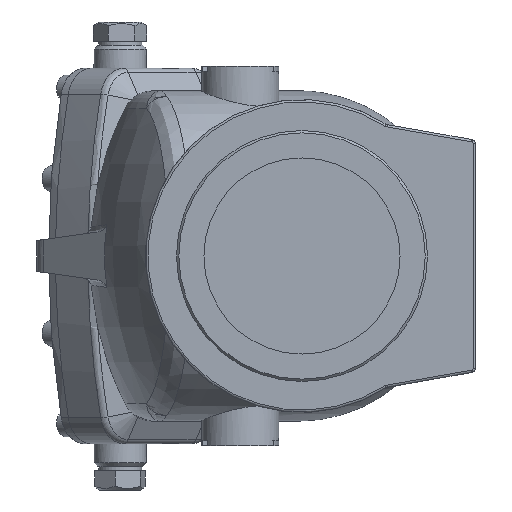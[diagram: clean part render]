
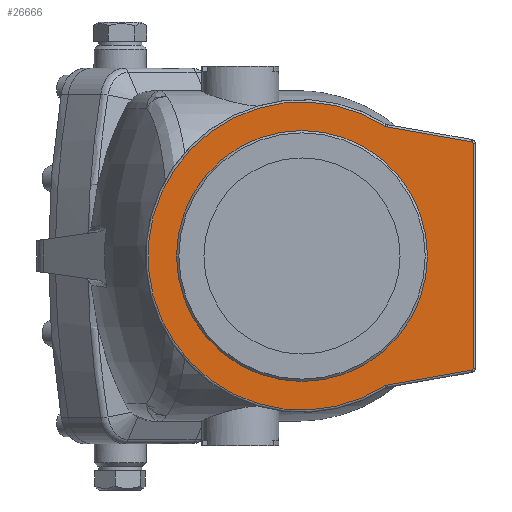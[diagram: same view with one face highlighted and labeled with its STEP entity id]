
A CAD part, left-side view. The second image highlights one B-rep face of the part: STEP entity #26666.
In plain terms, the highlighted planar face has unit normal (-1, 0, 0).
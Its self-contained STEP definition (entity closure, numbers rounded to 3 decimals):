
#1573 = AXIS2_PLACEMENT_3D ( 'NONE', #9698, #9699, #9700 ) ;
#1619 = AXIS2_PLACEMENT_3D ( 'NONE', #11666, #11667, #11668 ) ;
#1627 = AXIS2_PLACEMENT_3D ( 'NONE', #11718, #11719, #11720 ) ;
#1635 = AXIS2_PLACEMENT_3D ( 'NONE', #11852, #11853, #11854 ) ;
#3466 = EDGE_CURVE ( 'NONE', #11395, #11390, #25978, .T. ) ;
#3471 = EDGE_CURVE ( 'NONE', #19478, #19478, #25979, .T. ) ;
#3498 = EDGE_CURVE ( 'NONE', #11386, #11391, #25999, .T. ) ;
#4024 = CARTESIAN_POINT ( 'NONE',  ( -474., -454.847, -147.774 ) ) ;
#4028 = CARTESIAN_POINT ( 'NONE',  ( -474., -454.847, 147.774 ) ) ;
#4029 = CARTESIAN_POINT ( 'NONE',  ( -474., -345.1, 167.126 ) ) ;
#4030 = CARTESIAN_POINT ( 'NONE',  ( -474., -345.1, -167.126 ) ) ;
#4031 = CARTESIAN_POINT ( 'NONE',  ( -474., -342.191, -168.257 ) ) ;
#4034 = CARTESIAN_POINT ( 'NONE',  ( -474., -342.191, 168.257 ) ) ;
#4036 = CARTESIAN_POINT ( 'NONE',  ( -474., -456.5, -145.805 ) ) ;
#4039 = CARTESIAN_POINT ( 'NONE',  ( -474., -456.5, 145.805 ) ) ;
#6308 = AXIS2_PLACEMENT_3D ( 'NONE', #12784, #12785, #12786 ) ;
#6315 = AXIS2_PLACEMENT_3D ( 'NONE', #12859, #12860, #12861 ) ;
#9698 = CARTESIAN_POINT ( 'NONE',  ( -474., -346.489, -175.004 ) ) ;
#9699 = DIRECTION ( 'NONE',  ( -1., 0., 0. ) ) ;
#9700 = DIRECTION ( 'NONE',  ( 0., 1., 0. ) ) ;
#10810 = CARTESIAN_POINT ( 'NONE',  ( -474., -109.3, 208.703 ) ) ;
#10818 = DIRECTION ( 'NONE',  ( 0., -0.985, -0.174 ) ) ;
#11386 = VERTEX_POINT ( 'NONE', #4024 ) ;
#11389 = VERTEX_POINT ( 'NONE', #4028 ) ;
#11390 = VERTEX_POINT ( 'NONE', #4029 ) ;
#11391 = VERTEX_POINT ( 'NONE', #4030 ) ;
#11392 = VERTEX_POINT ( 'NONE', #4031 ) ;
#11395 = VERTEX_POINT ( 'NONE', #4034 ) ;
#11397 = VERTEX_POINT ( 'NONE', #4036 ) ;
#11400 = VERTEX_POINT ( 'NONE', #4039 ) ;
#11666 = CARTESIAN_POINT ( 'NONE',  ( -474., -235., 0. ) ) ;
#11667 = DIRECTION ( 'NONE',  ( 1., 0., 0. ) ) ;
#11668 = DIRECTION ( 'NONE',  ( 0., 1., 0. ) ) ;
#11718 = CARTESIAN_POINT ( 'NONE',  ( -474., -454.5, 145.805 ) ) ;
#11719 = DIRECTION ( 'NONE',  ( 1., 0., 0. ) ) ;
#11720 = DIRECTION ( 'NONE',  ( 0., 1., 0. ) ) ;
#11780 = CARTESIAN_POINT ( 'NONE',  ( -474., -456.5, 0. ) ) ;
#11785 = DIRECTION ( 'NONE',  ( 0., 0., -1. ) ) ;
#11852 = CARTESIAN_POINT ( 'NONE',  ( -474., -454.5, -145.805 ) ) ;
#11853 = DIRECTION ( 'NONE',  ( 1., 0., 0. ) ) ;
#11854 = DIRECTION ( 'NONE',  ( 0., 1., 0. ) ) ;
#12784 = CARTESIAN_POINT ( 'NONE',  ( -474., -346.489, 175.004 ) ) ;
#12785 = DIRECTION ( 'NONE',  ( -1., 0., 0. ) ) ;
#12786 = DIRECTION ( 'NONE',  ( 0., 1., 0. ) ) ;
#12859 = CARTESIAN_POINT ( 'NONE',  ( -474., -235., 0. ) ) ;
#12860 = DIRECTION ( 'NONE',  ( 1., 0., 0. ) ) ;
#12861 = DIRECTION ( 'NONE',  ( 0., 1., 0. ) ) ;
#12981 = DIRECTION ( 'NONE',  ( 0., 0.985, -0.174 ) ) ;
#12986 = CARTESIAN_POINT ( 'NONE',  ( -474., -109.3, -208.703 ) ) ;
#13332 = AXIS2_PLACEMENT_3D ( 'NONE', #17983, #17988, #17989 ) ;
#17983 = CARTESIAN_POINT ( 'NONE',  ( -474., -72.5, 0. ) ) ;
#17986 = PLANE ( 'NONE',  #13332 ) ;
#17988 = DIRECTION ( 'NONE',  ( -1., 0., 0. ) ) ;
#17989 = DIRECTION ( 'NONE',  ( 0., 1., 0. ) ) ;
#18006 = CARTESIAN_POINT ( 'NONE',  ( -474., -72.5, 0. ) ) ;
#19077 = CIRCLE ( 'NONE', #1573, 8. ) ;
#19158 = LINE ( 'NONE', #10810, #19160 ) ;
#19160 = VECTOR ( 'NONE', #10818, 1000. ) ;
#19185 = CIRCLE ( 'NONE', #1619, 199.5 ) ;
#19203 = LINE ( 'NONE', #11780, #19221 ) ;
#19204 = CIRCLE ( 'NONE', #1627, 2. ) ;
#19221 = VECTOR ( 'NONE', #11785, 1000. ) ;
#19231 = CIRCLE ( 'NONE', #1635, 2. ) ;
#19460 = FACE_OUTER_BOUND ( 'NONE', #20495, .T. ) ;
#19465 = FACE_BOUND ( 'NONE', #20494, .T. ) ;
#19478 = VERTEX_POINT ( 'NONE', #18006 ) ;
#20494 = EDGE_LOOP ( 'NONE', ( #23761 ) ) ;
#20495 = EDGE_LOOP ( 'NONE', ( #23870, #23869, #23832, #23831, #23837, #23814, #23699, #23769 ) ) ;
#23588 = EDGE_CURVE ( 'NONE', #11391, #11392, #19077, .T. ) ;
#23699 = ORIENTED_EDGE ( 'NONE', *, *, #3498, .F. ) ;
#23761 = ORIENTED_EDGE ( 'NONE', *, *, #3471, .T. ) ;
#23769 = ORIENTED_EDGE ( 'NONE', *, *, #26415, .F. ) ;
#23814 = ORIENTED_EDGE ( 'NONE', *, *, #23588, .F. ) ;
#23831 = ORIENTED_EDGE ( 'NONE', *, *, #3466, .F. ) ;
#23832 = ORIENTED_EDGE ( 'NONE', *, *, #26343, .F. ) ;
#23837 = ORIENTED_EDGE ( 'NONE', *, *, #26377, .F. ) ;
#23869 = ORIENTED_EDGE ( 'NONE', *, *, #26390, .F. ) ;
#23870 = ORIENTED_EDGE ( 'NONE', *, *, #26405, .F. ) ;
#25978 = CIRCLE ( 'NONE', #6308, 8. ) ;
#25979 = CIRCLE ( 'NONE', #6315, 162.5 ) ;
#25999 = LINE ( 'NONE', #12986, #26005 ) ;
#26005 = VECTOR ( 'NONE', #12981, 1000. ) ;
#26343 = EDGE_CURVE ( 'NONE', #11390, #11389, #19158, .T. ) ;
#26377 = EDGE_CURVE ( 'NONE', #11392, #11395, #19185, .T. ) ;
#26390 = EDGE_CURVE ( 'NONE', #11389, #11400, #19204, .T. ) ;
#26405 = EDGE_CURVE ( 'NONE', #11400, #11397, #19203, .T. ) ;
#26415 = EDGE_CURVE ( 'NONE', #11397, #11386, #19231, .T. ) ;
#26666 = ADVANCED_FACE ( 'NONE', ( #19460, #19465 ), #17986, .T. ) ;
